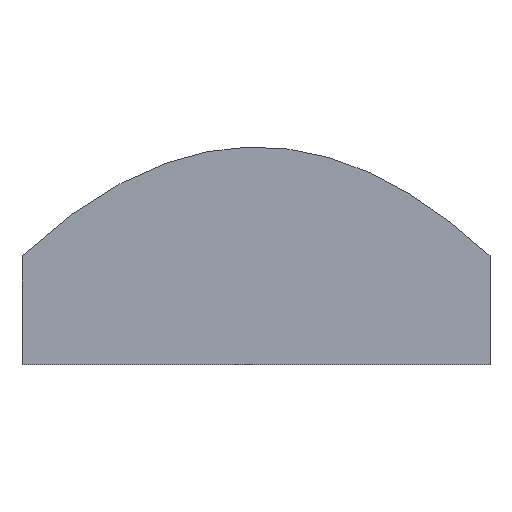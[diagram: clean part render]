
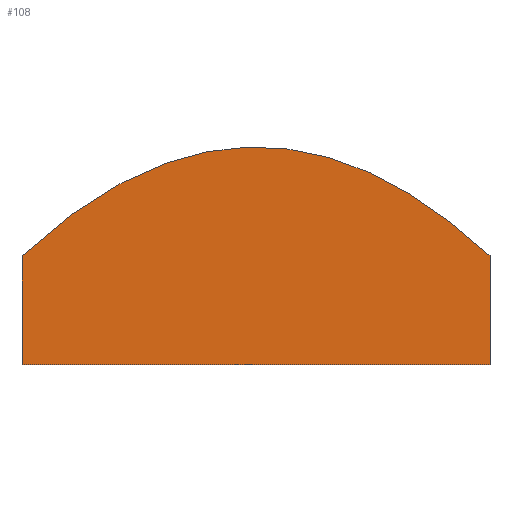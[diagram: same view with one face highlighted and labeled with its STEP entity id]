
A CAD part, top view. The second image highlights one B-rep face of the part: STEP entity #108.
In plain terms, the highlighted planar face has unit normal (0, 0, 1).
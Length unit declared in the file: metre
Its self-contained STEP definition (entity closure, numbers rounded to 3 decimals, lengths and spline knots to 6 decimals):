
#21=(
BOUNDED_CURVE()
B_SPLINE_CURVE(2,(#174,#175,#176),.UNSPECIFIED.,.F.,.F.)
B_SPLINE_CURVE_WITH_KNOTS((3,3),(0.,1.),.PIECEWISE_BEZIER_KNOTS.)
CURVE()
GEOMETRIC_REPRESENTATION_ITEM()
RATIONAL_B_SPLINE_CURVE((1.,1.,1.))
REPRESENTATION_ITEM('')
);
#39=ORIENTED_EDGE('',*,*,#49,.F.);
#40=ORIENTED_EDGE('',*,*,#53,.F.);
#41=ORIENTED_EDGE('',*,*,#56,.T.);
#42=ORIENTED_EDGE('',*,*,#58,.F.);
#49=EDGE_CURVE('',#61,#62,#69,.T.);
#53=EDGE_CURVE('',#64,#61,#21,.T.);
#56=EDGE_CURVE('',#64,#66,#74,.T.);
#58=EDGE_CURVE('',#62,#66,#76,.T.);
#61=VERTEX_POINT('',#156);
#62=VERTEX_POINT('',#158);
#64=VERTEX_POINT('',#173);
#66=VERTEX_POINT('',#181);
#69=LINE('',#157,#79);
#74=LINE('',#182,#84);
#76=LINE('',#185,#86);
#79=VECTOR('',#134,1.);
#84=VECTOR('',#141,1.);
#86=VECTOR('',#145,1.);
#91=EDGE_LOOP('',(#39,#40,#41,#42));
#97=FACE_BOUND('',#91,.T.);
#102=PLANE('',#126);
#108=ADVANCED_FACE('',(#97),#102,.T.);
#126=AXIS2_PLACEMENT_3D('',#186,#146,#147);
#134=DIRECTION('',(0.,-1.,0.));
#141=DIRECTION('',(0.,-1.,0.));
#145=DIRECTION('',(-1.,0.,0.));
#146=DIRECTION('',(0.,0.,1.));
#147=DIRECTION('',(1.,0.,0.));
#156=CARTESIAN_POINT('',(0.001075,0.00025,0.0006));
#157=CARTESIAN_POINT('',(0.001075,0.,0.0006));
#158=CARTESIAN_POINT('',(0.001075,-0.00025,0.0006));
#173=CARTESIAN_POINT('',(-0.001075,0.00025,0.0006));
#174=CARTESIAN_POINT('',(-0.001075,0.00025,0.0006));
#175=CARTESIAN_POINT('',(0.,0.00125,0.0006));
#176=CARTESIAN_POINT('',(0.001075,0.00025,0.0006));
#181=CARTESIAN_POINT('',(-0.001075,-0.00025,0.0006));
#182=CARTESIAN_POINT('',(-0.001075,0.,0.0006));
#185=CARTESIAN_POINT('',(0.,-0.00025,0.0006));
#186=CARTESIAN_POINT('',(0.,0.0005,0.0006));
